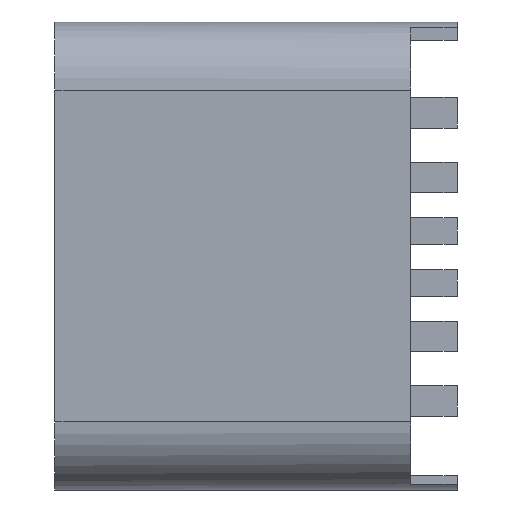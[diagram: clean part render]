
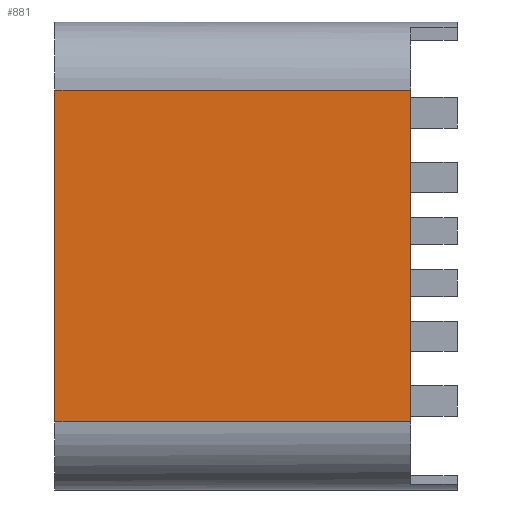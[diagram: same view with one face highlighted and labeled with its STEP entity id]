
A CAD part, left-side view. The second image highlights one B-rep face of the part: STEP entity #881.
In plain terms, the highlighted planar face has unit normal (-1, 0, 0).
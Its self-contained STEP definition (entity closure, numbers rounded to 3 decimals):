
#75=FACE_OUTER_BOUND('',#123,.T.);
#123=EDGE_LOOP('',(#723,#724,#725,#726));
#235=LINE('',#1403,#345);
#236=LINE('',#1406,#346);
#237=LINE('',#1408,#347);
#238=LINE('',#1409,#348);
#345=VECTOR('',#1149,10.);
#346=VECTOR('',#1152,10.);
#347=VECTOR('',#1153,10.);
#348=VECTOR('',#1154,10.);
#426=VERTEX_POINT('',#1399);
#427=VERTEX_POINT('',#1401);
#428=VERTEX_POINT('',#1405);
#429=VERTEX_POINT('',#1407);
#539=EDGE_CURVE('',#426,#427,#235,.T.);
#540=EDGE_CURVE('',#426,#428,#236,.T.);
#541=EDGE_CURVE('',#429,#427,#237,.T.);
#542=EDGE_CURVE('',#428,#429,#238,.T.);
#723=ORIENTED_EDGE('',*,*,#540,.F.);
#724=ORIENTED_EDGE('',*,*,#539,.T.);
#725=ORIENTED_EDGE('',*,*,#541,.F.);
#726=ORIENTED_EDGE('',*,*,#542,.F.);
#836=PLANE('',#947);
#881=ADVANCED_FACE('',(#75),#836,.T.);
#947=AXIS2_PLACEMENT_3D('',#1404,#1150,#1151);
#1149=DIRECTION('',(0.,1.,0.));
#1150=DIRECTION('center_axis',(-1.,0.,0.));
#1151=DIRECTION('ref_axis',(0.,0.,1.));
#1152=DIRECTION('',(0.,0.,-1.));
#1153=DIRECTION('',(0.,0.,1.));
#1154=DIRECTION('',(0.,1.,0.));
#1399=CARTESIAN_POINT('',(5.561,0.,18.962));
#1401=CARTESIAN_POINT('',(5.561,6.8,18.962));
#1403=CARTESIAN_POINT('',(5.561,0.,18.962));
#1404=CARTESIAN_POINT('Origin',(5.561,0.,12.622));
#1405=CARTESIAN_POINT('',(5.561,0.,12.622));
#1406=CARTESIAN_POINT('',(5.561,0.,18.962));
#1407=CARTESIAN_POINT('',(5.561,6.8,12.622));
#1408=CARTESIAN_POINT('',(5.561,6.8,18.962));
#1409=CARTESIAN_POINT('',(5.561,0.,12.622));
